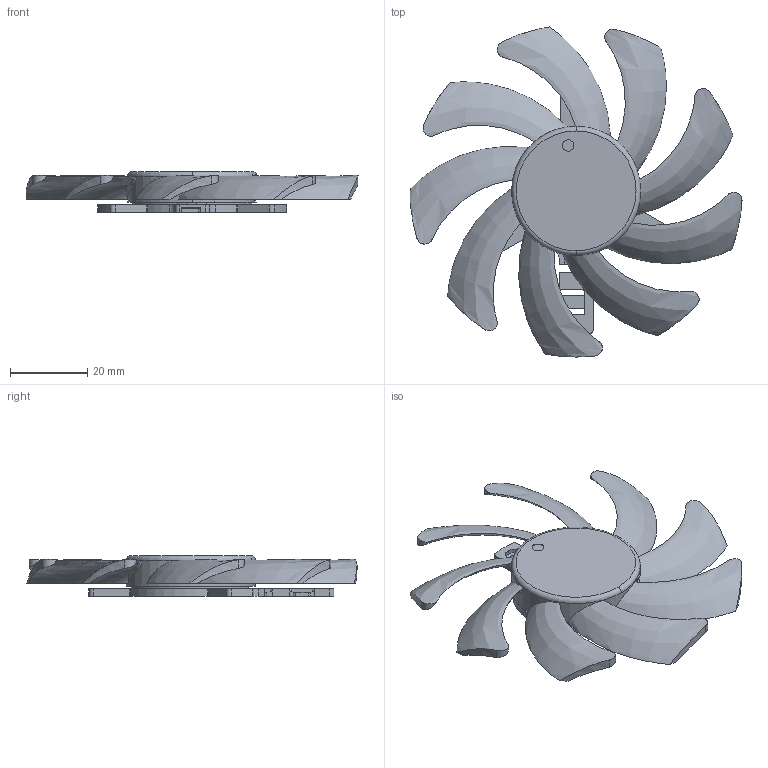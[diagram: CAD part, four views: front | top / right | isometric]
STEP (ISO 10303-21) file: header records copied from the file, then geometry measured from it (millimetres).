
FILE_DESCRIPTION((''),'2;1');
FILE_NAME('9010-FAN_ASM','2015-03-31T',('笚蕾疏'),(''),'PRO/ENGINEER BY PARAMETRIC TECHNOLOGY CORPORATION, 2010480','PRO/ENGINEER BY PARAMETRIC TECHNOLOGY CORPORATION, 2010480','');
FILE_SCHEMA(('CONFIG_CONTROL_DESIGN'));
Length unit declared in the file: millimetre
Products named in the file (6): 9010-ZJ_7; C; CX-B_1; 9010-MA; 9010-YE-B_4; 9010-FAN_ASM
Assembly tree (5 placements, depth 2):
  9010-FAN_ASM
    9010-ZJ_7
    C
    CX-B_1
    9010-MA
    9010-YE-B_4
Bounding box: 85.93 x 85.43 x 10.6 mm (x, y, z)
Volume: 5536.4 mm3; surface area: 17388.8 mm2
Topology: 7 solids, 10 shells, 567 faces, 1477 edges, 975 vertices
Faces by surface type: plane 344, cylinder 178, bspline 27, torus 8, cone 8, sphere 2
Entity records: 23099 total; most frequent: CARTESIAN_POINT 9248, ORIENTED_EDGE 2918, DIRECTION 2755, EDGE_CURVE 1459, AXIS2_PLACEMENT_3D 1004, VERTEX_POINT 966, VECTOR 747, LINE 747
